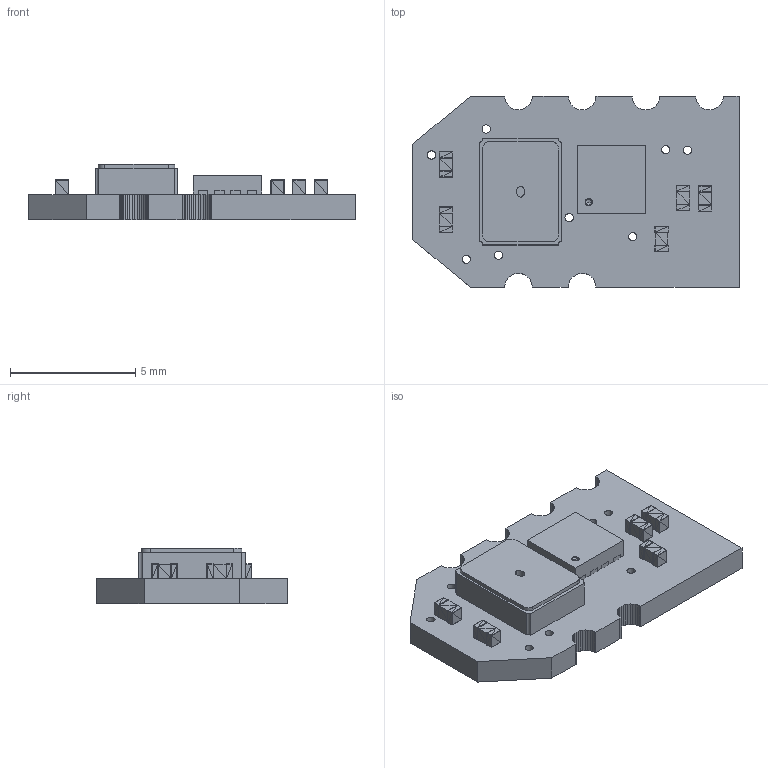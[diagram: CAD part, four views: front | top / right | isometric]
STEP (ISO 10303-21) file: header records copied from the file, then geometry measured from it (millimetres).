
FILE_DESCRIPTION(('for SolidWorks'),'2;1');
FILE_NAME('MEMs.step','2014-08-16T23:35:40',('chris'),(''), 'Open CASCADE STEP processor 6.6','Diptrace','Unknown');
FILE_SCHEMA(('AUTOMOTIVE_DESIGN { 1 0 10303 214 1 1 1 1 }'));
Length unit declared in the file: millimetre
Products named in the file (5): PCB; Board; Model_2; Model_4; cap_0402
Assembly tree (8 placements, depth 2):
  PCB
    Board
    Model_2
    Model_4
    cap_0402  x5
Bounding box: 13.01 x 7.64 x 2.21 mm (x, y, z)
Volume: 90.8 mm3; surface area: 330.3 mm2
Topology: 1 solids, 12 shells, 879 faces, 1649 edges, 771 vertices
Faces by surface type: plane 748, bspline 117, cylinder 14
Full cylindrical faces by diameter (mm): 0.33 x14
Entity records: 12087 total; most frequent: CARTESIAN_POINT 2562, ORIENTED_EDGE 1774, DIRECTION 1184, EDGE_CURVE 903, LINE 578, VECTOR 578, VERTEX_POINT 515, FACE_BOUND 416
